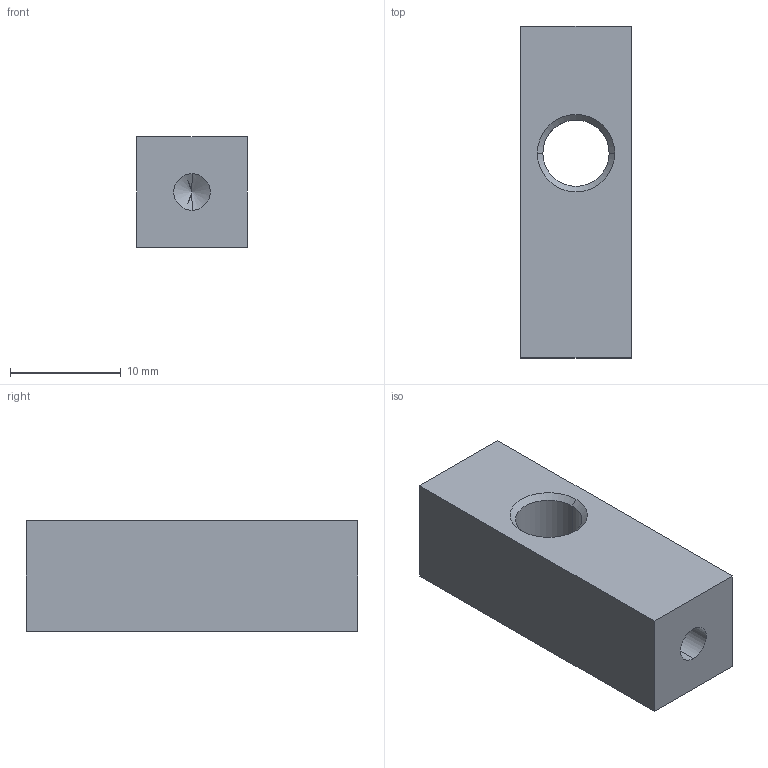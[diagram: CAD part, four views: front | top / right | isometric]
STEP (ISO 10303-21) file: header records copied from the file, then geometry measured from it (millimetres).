
FILE_DESCRIPTION (( 'STEP AP214' ), '1' );
FILE_NAME ('OM-005-021-110_01.STEP', '2024-10-08T16:09:45', ( '' ), ( '' ), 'SwSTEP 2.0', 'SolidWorks 2022', '' );
FILE_SCHEMA (( 'AUTOMOTIVE_DESIGN' ));
Length unit declared in the file: millimetre
Products named in the file (1): OM-005-021-110_01
Bounding box: 10 x 30 x 10 mm (x, y, z)
Volume: 2623.1 mm3; surface area: 1627.7 mm2
Topology: 1 solids, 1 shells, 16 faces, 36 edges, 21 vertices
Faces by surface type: cone 6, plane 6, cylinder 4
Entity records: 490 total; most frequent: DIRECTION 80, CARTESIAN_POINT 72, ORIENTED_EDGE 68, EDGE_CURVE 34, AXIS2_PLACEMENT_3D 29, VECTOR 22, LINE 22, VERTEX_POINT 21
